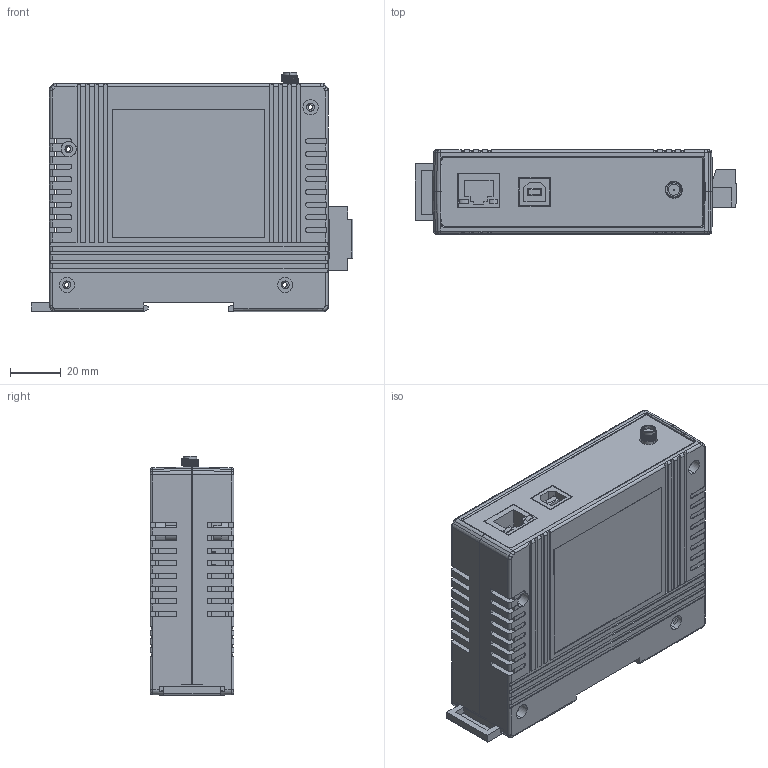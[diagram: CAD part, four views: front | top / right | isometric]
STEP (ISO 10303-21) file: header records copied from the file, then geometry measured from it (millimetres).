
FILE_DESCRIPTION (( 'STEP AP203' ), '1' );
FILE_NAME ('WF-2571.STEP', '2017-10-18T06:59:02', ( 'user' ), ( '' ), 'SwSTEP 2.0', 'SolidWorks 2013', '' );
FILE_SCHEMA (( 'CONFIG_CONTROL_DESIGN' ));
Length unit declared in the file: millimetre
Products named in the file (15): WF-2571前面板; SW89; WF-2571; WF-2055上面板(4SI21K0000040); big2K下蓋; big2K上蓋; ns-208-aa01.sldasm-Part-4-1; MC100-50803有法蘭; WF-2055 ; DC-PowerPin(5.08)-3pin法蘭; SMA connector; JACK-RJ45-LED002; LED-UP-3P; USB-1; DC-PowerPin(5.08)-5pin-H-90
Assembly tree (14 placements, depth 2):
  WF-2571
    ns-208-aa01.sldasm-Part-4-1
    WF-2055 
    SMA connector
    LED-UP-3P
    DC-PowerPin(5.08)-5pin-H-90
    SW89
    WF-2055上面板(4SI21K0000040)
    big2K下蓋
    big2K上蓋
    MC100-50803有法蘭
    DC-PowerPin(5.08)-3pin法蘭
    JACK-RJ45-LED002
    USB-1
    WF-2571前面板
Bounding box: 126.8 x 33 x 94.42 mm (x, y, z)
Volume: 87601.3 mm3; surface area: 104541.8 mm2
Topology: 15 solids, 15 shells, 1878 faces, 5232 edges, 3432 vertices
Faces by surface type: plane 1359, cylinder 431, bspline 35, sphere 25, cone 16, torus 12
Entity records: 62665 total; most frequent: CARTESIAN_POINT 12419, ORIENTED_EDGE 10364, DIRECTION 9738, EDGE_CURVE 5182, LINE 4058, VECTOR 4058, VERTEX_POINT 3407, AXIS2_PLACEMENT_3D 2840
